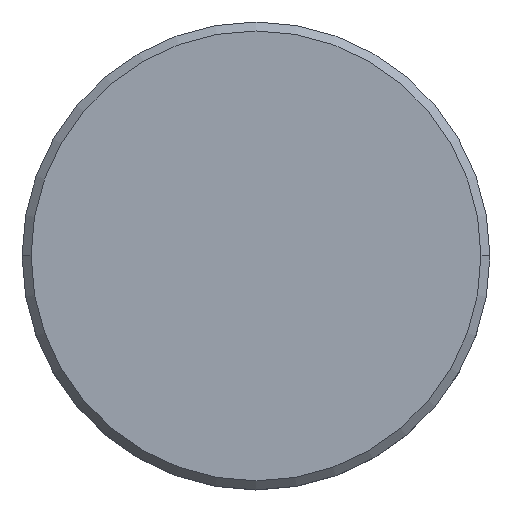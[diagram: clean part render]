
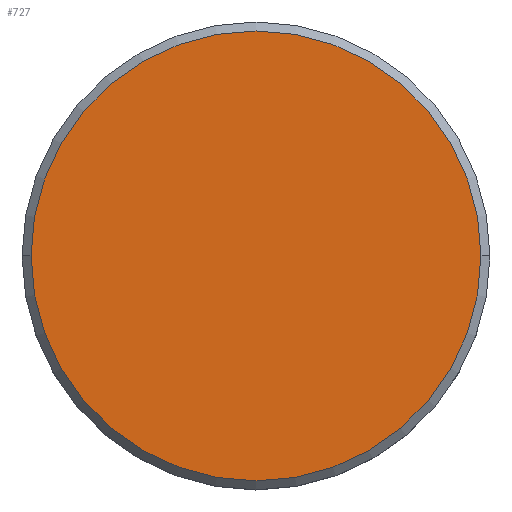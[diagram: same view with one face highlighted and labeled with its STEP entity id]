
A CAD part, top view. The second image highlights one B-rep face of the part: STEP entity #727.
In plain terms, the highlighted planar face has unit normal (0, 0, 1).
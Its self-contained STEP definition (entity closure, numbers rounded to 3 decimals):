
#4 = DIRECTION ( 'NONE',  ( 1., 0., 0. ) ) ;
#23 = AXIS2_PLACEMENT_3D ( 'NONE', #597, #107, #225 ) ;
#74 = DIRECTION ( 'NONE',  ( 0., 0., 1. ) ) ;
#107 = DIRECTION ( 'NONE',  ( 0., 0., 1. ) ) ;
#204 = CARTESIAN_POINT ( 'NONE',  ( 0., 0., 0. ) ) ;
#225 = DIRECTION ( 'NONE',  ( 1., 0., 0. ) ) ;
#343 = CIRCLE ( 'NONE', #511, 12.5 ) ;
#444 = DIRECTION ( 'NONE',  ( 1., 0., 0. ) ) ;
#469 = DIRECTION ( 'NONE',  ( 0., 0., 1. ) ) ;
#501 = CIRCLE ( 'NONE', #23, 12.5 ) ;
#511 = AXIS2_PLACEMENT_3D ( 'NONE', #899, #74, #444 ) ;
#585 = EDGE_CURVE ( 'NONE', #1126, #941, #343, .T. ) ;
#587 = CARTESIAN_POINT ( 'NONE',  ( 12.5, 0., 0. ) ) ;
#597 = CARTESIAN_POINT ( 'NONE',  ( 0., 0., 0. ) ) ;
#645 = PLANE ( 'NONE',  #977 ) ;
#648 = CARTESIAN_POINT ( 'NONE',  ( -12.5, 0., 0. ) ) ;
#727 = ADVANCED_FACE ( 'NONE', ( #729 ), #645, .T. ) ;
#729 = FACE_OUTER_BOUND ( 'NONE', #1068, .T. ) ;
#899 = CARTESIAN_POINT ( 'NONE',  ( 0., 0., 0. ) ) ;
#912 = ORIENTED_EDGE ( 'NONE', *, *, #585, .T. ) ;
#941 = VERTEX_POINT ( 'NONE', #648 ) ;
#977 = AXIS2_PLACEMENT_3D ( 'NONE', #204, #469, #4 ) ;
#1068 = EDGE_LOOP ( 'NONE', ( #1140, #912 ) ) ;
#1077 = EDGE_CURVE ( 'NONE', #941, #1126, #501, .T. ) ;
#1126 = VERTEX_POINT ( 'NONE', #587 ) ;
#1140 = ORIENTED_EDGE ( 'NONE', *, *, #1077, .T. ) ;
